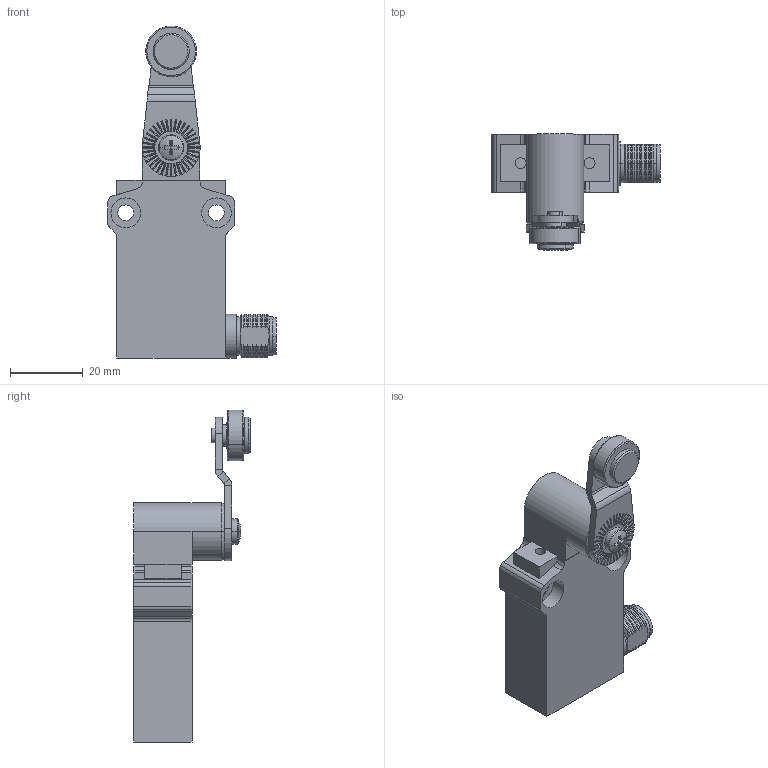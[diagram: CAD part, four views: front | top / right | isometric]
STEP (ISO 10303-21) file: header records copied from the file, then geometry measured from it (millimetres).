
FILE_DESCRIPTION (( 'STEP AP214' ), '1' );
FILE_NAME ('AEP2G41Z11MR.step', '2019-09-17T17:46:24', ( '' ), ( '' ), 'SwSTEP 2.0', 'SolidWorks 2018', '' );
FILE_SCHEMA (( 'AUTOMOTIVE_DESIGN' ));
Length unit declared in the file: inch
Products named in the file (1): AEP2G41Z11MR
Bounding box: 46.5 x 32 x 91.5 mm (x, y, z)
Volume: 31113.4 mm3; surface area: 11741.3 mm2
Topology: 7 solids, 7 shells, 657 faces, 1609 edges, 1052 vertices
Faces by surface type: plane 299, cone 193, cylinder 146, torus 10, bspline 7, sphere 2
Entity records: 24174 total; most frequent: CARTESIAN_POINT 7766, ORIENTED_EDGE 3214, DIRECTION 3029, EDGE_CURVE 1607, AXIS2_PLACEMENT_3D 1213, VERTEX_POINT 1052, EDGE_LOOP 755, FACE_OUTER_BOUND 657
